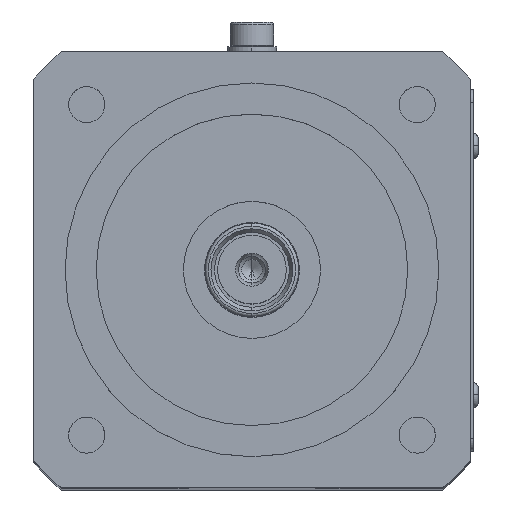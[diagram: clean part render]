
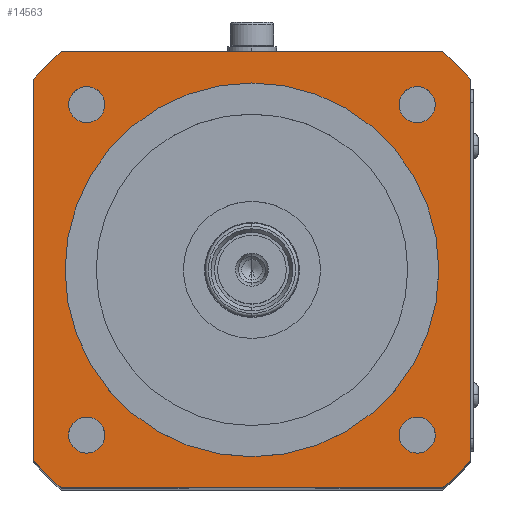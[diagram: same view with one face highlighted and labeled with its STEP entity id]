
A CAD part, top view. The second image highlights one B-rep face of the part: STEP entity #14563.
In plain terms, the highlighted planar face has unit normal (0, 0, 1).
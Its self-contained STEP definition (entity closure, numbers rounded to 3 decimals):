
#5762=CARTESIAN_POINT('',(0.,0.,128.));
#5763=DIRECTION('',(0.,0.,-1.));
#5764=DIRECTION('',(-0.753,0.658,0.));
#5765=AXIS2_PLACEMENT_3D('',#5762,#5763,#5764);
#5767=DIRECTION('',(1.,0.,0.));
#5768=VECTOR('',#5767,61.229);
#5769=CARTESIAN_POINT('',(-30.615,35.,128.));
#5770=LINE('',#5769,#5768);
#5771=CARTESIAN_POINT('',(0.,0.,128.));
#5772=DIRECTION('',(0.,0.,-1.));
#5773=DIRECTION('',(0.658,0.753,0.));
#5774=AXIS2_PLACEMENT_3D('',#5771,#5772,#5773);
#5776=DIRECTION('',(0.,-1.,0.));
#5777=VECTOR('',#5776,61.229);
#5778=CARTESIAN_POINT('',(35.,30.615,128.));
#5779=LINE('',#5778,#5777);
#5780=CARTESIAN_POINT('',(0.,0.,128.));
#5781=DIRECTION('',(0.,0.,-1.));
#5782=DIRECTION('',(0.753,-0.658,0.));
#5783=AXIS2_PLACEMENT_3D('',#5780,#5781,#5782);
#5785=DIRECTION('',(-1.,0.,0.));
#5786=VECTOR('',#5785,61.229);
#5787=CARTESIAN_POINT('',(30.615,-35.,128.));
#5788=LINE('',#5787,#5786);
#5789=CARTESIAN_POINT('',(0.,0.,128.));
#5790=DIRECTION('',(0.,0.,-1.));
#5791=DIRECTION('',(-0.658,-0.753,0.));
#5792=AXIS2_PLACEMENT_3D('',#5789,#5790,#5791);
#5794=DIRECTION('',(0.,1.,0.));
#5795=VECTOR('',#5794,61.229);
#5796=CARTESIAN_POINT('',(-35.,-30.615,128.));
#5797=LINE('',#5796,#5795);
#5798=CARTESIAN_POINT('',(-26.517,26.517,128.));
#5799=DIRECTION('',(0.,0.,-1.));
#5800=DIRECTION('',(-1.,0.,0.));
#5801=AXIS2_PLACEMENT_3D('',#5798,#5799,#5800);
#5803=CARTESIAN_POINT('',(-26.517,26.517,128.));
#5804=DIRECTION('',(0.,0.,-1.));
#5805=DIRECTION('',(1.,0.,0.));
#5806=AXIS2_PLACEMENT_3D('',#5803,#5804,#5805);
#5808=CARTESIAN_POINT('',(-26.517,-26.517,128.));
#5809=DIRECTION('',(0.,0.,-1.));
#5810=DIRECTION('',(-1.,0.,0.));
#5811=AXIS2_PLACEMENT_3D('',#5808,#5809,#5810);
#5813=CARTESIAN_POINT('',(-26.517,-26.517,128.));
#5814=DIRECTION('',(0.,0.,-1.));
#5815=DIRECTION('',(1.,0.,0.));
#5816=AXIS2_PLACEMENT_3D('',#5813,#5814,#5815);
#5818=CARTESIAN_POINT('',(26.517,-26.517,128.));
#5819=DIRECTION('',(0.,0.,-1.));
#5820=DIRECTION('',(-1.,0.,0.));
#5821=AXIS2_PLACEMENT_3D('',#5818,#5819,#5820);
#5823=CARTESIAN_POINT('',(26.517,-26.517,128.));
#5824=DIRECTION('',(0.,0.,-1.));
#5825=DIRECTION('',(1.,0.,0.));
#5826=AXIS2_PLACEMENT_3D('',#5823,#5824,#5825);
#5828=CARTESIAN_POINT('',(0.,0.,128.));
#5829=DIRECTION('',(0.,0.,1.));
#5830=DIRECTION('',(1.,0.,0.));
#5831=AXIS2_PLACEMENT_3D('',#5828,#5829,#5830);
#5833=CARTESIAN_POINT('',(0.,0.,128.));
#5834=DIRECTION('',(0.,0.,1.));
#5835=DIRECTION('',(-1.,0.,0.));
#5836=AXIS2_PLACEMENT_3D('',#5833,#5834,#5835);
#5838=CARTESIAN_POINT('',(26.517,26.517,128.));
#5839=DIRECTION('',(0.,0.,-1.));
#5840=DIRECTION('',(-1.,0.,0.));
#5841=AXIS2_PLACEMENT_3D('',#5838,#5839,#5840);
#5843=CARTESIAN_POINT('',(26.517,26.517,128.));
#5844=DIRECTION('',(0.,0.,-1.));
#5845=DIRECTION('',(1.,0.,0.));
#5846=AXIS2_PLACEMENT_3D('',#5843,#5844,#5845);
#7373=CARTESIAN_POINT('',(-35.,30.615,128.));
#7374=CARTESIAN_POINT('',(-30.615,35.,128.));
#7375=VERTEX_POINT('',#7373);
#7376=VERTEX_POINT('',#7374);
#7377=CARTESIAN_POINT('',(-35.,-30.615,128.));
#7378=VERTEX_POINT('',#7377);
#7379=CARTESIAN_POINT('',(-30.615,-35.,128.));
#7380=VERTEX_POINT('',#7379);
#7381=CARTESIAN_POINT('',(30.615,-35.,128.));
#7382=VERTEX_POINT('',#7381);
#7383=CARTESIAN_POINT('',(35.,-30.615,128.));
#7384=VERTEX_POINT('',#7383);
#7385=CARTESIAN_POINT('',(35.,30.615,128.));
#7386=VERTEX_POINT('',#7385);
#7387=CARTESIAN_POINT('',(30.615,35.,128.));
#7388=VERTEX_POINT('',#7387);
#7393=CARTESIAN_POINT('',(30.,0.,128.));
#7394=CARTESIAN_POINT('',(-30.,0.,128.));
#7395=VERTEX_POINT('',#7393);
#7396=VERTEX_POINT('',#7394);
#7469=CARTESIAN_POINT('',(23.617,26.517,128.));
#7470=CARTESIAN_POINT('',(29.417,26.517,128.));
#7471=VERTEX_POINT('',#7469);
#7472=VERTEX_POINT('',#7470);
#7477=CARTESIAN_POINT('',(23.617,-26.517,128.));
#7478=CARTESIAN_POINT('',(29.417,-26.517,128.));
#7479=VERTEX_POINT('',#7477);
#7480=VERTEX_POINT('',#7478);
#7485=CARTESIAN_POINT('',(-29.417,-26.517,128.));
#7486=CARTESIAN_POINT('',(-23.617,-26.517,128.));
#7487=VERTEX_POINT('',#7485);
#7488=VERTEX_POINT('',#7486);
#7493=CARTESIAN_POINT('',(-29.417,26.517,128.));
#7494=CARTESIAN_POINT('',(-23.617,26.517,128.));
#7495=VERTEX_POINT('',#7493);
#7496=VERTEX_POINT('',#7494);
#14516=CARTESIAN_POINT('',(0.,0.,128.));
#14517=DIRECTION('',(0.,0.,1.));
#14518=DIRECTION('',(1.,0.,0.));
#14519=AXIS2_PLACEMENT_3D('',#14516,#14517,#14518);
#14520=PLANE('',#14519);
#14522=ORIENTED_EDGE('',*,*,#14521,.T.);
#14523=ORIENTED_EDGE('',*,*,#8921,.T.);
#14524=ORIENTED_EDGE('',*,*,#8814,.T.);
#14525=ORIENTED_EDGE('',*,*,#8861,.T.);
#14526=ORIENTED_EDGE('',*,*,#14510,.T.);
#14527=ORIENTED_EDGE('',*,*,#9019,.T.);
#14529=ORIENTED_EDGE('',*,*,#14528,.T.);
#14530=ORIENTED_EDGE('',*,*,#8973,.T.);
#14531=EDGE_LOOP('',(#14522,#14523,#14524,#14525,#14526,#14527,#14529,#14530));
#14532=FACE_OUTER_BOUND('',#14531,.F.);
#14534=ORIENTED_EDGE('',*,*,#14533,.F.);
#14536=ORIENTED_EDGE('',*,*,#14535,.F.);
#14537=EDGE_LOOP('',(#14534,#14536));
#14538=FACE_BOUND('',#14537,.F.);
#14540=ORIENTED_EDGE('',*,*,#14539,.F.);
#14542=ORIENTED_EDGE('',*,*,#14541,.F.);
#14543=EDGE_LOOP('',(#14540,#14542));
#14544=FACE_BOUND('',#14543,.F.);
#14546=ORIENTED_EDGE('',*,*,#14545,.F.);
#14548=ORIENTED_EDGE('',*,*,#14547,.F.);
#14549=EDGE_LOOP('',(#14546,#14548));
#14550=FACE_BOUND('',#14549,.F.);
#14552=ORIENTED_EDGE('',*,*,#14551,.T.);
#14554=ORIENTED_EDGE('',*,*,#14553,.T.);
#14555=EDGE_LOOP('',(#14552,#14554));
#14556=FACE_BOUND('',#14555,.F.);
#14558=ORIENTED_EDGE('',*,*,#14557,.F.);
#14560=ORIENTED_EDGE('',*,*,#14559,.F.);
#14561=EDGE_LOOP('',(#14558,#14560));
#14562=FACE_BOUND('',#14561,.F.);
#14563=ADVANCED_FACE('',(#14532,#14538,#14544,#14550,#14556,#14562),#14520,.T.);
#5766=CIRCLE('',#5765,46.5);
#5775=CIRCLE('',#5774,46.5);
#5784=CIRCLE('',#5783,46.5);
#5793=CIRCLE('',#5792,46.5);
#5802=CIRCLE('',#5801,2.9);
#5807=CIRCLE('',#5806,2.9);
#5812=CIRCLE('',#5811,2.9);
#5817=CIRCLE('',#5816,2.9);
#5822=CIRCLE('',#5821,2.9);
#5827=CIRCLE('',#5826,2.9);
#5832=CIRCLE('',#5831,30.);
#5837=CIRCLE('',#5836,30.);
#5842=CIRCLE('',#5841,2.9);
#5847=CIRCLE('',#5846,2.9);
#8814=EDGE_CURVE('',#7388,#7386,#5775,.T.);
#8861=EDGE_CURVE('',#7386,#7384,#5779,.T.);
#8921=EDGE_CURVE('',#7376,#7388,#5770,.T.);
#8973=EDGE_CURVE('',#7378,#7375,#5797,.T.);
#9019=EDGE_CURVE('',#7382,#7380,#5788,.T.);
#14510=EDGE_CURVE('',#7384,#7382,#5784,.T.);
#14521=EDGE_CURVE('',#7375,#7376,#5766,.T.);
#14528=EDGE_CURVE('',#7380,#7378,#5793,.T.);
#14533=EDGE_CURVE('',#7495,#7496,#5802,.T.);
#14535=EDGE_CURVE('',#7496,#7495,#5807,.T.);
#14539=EDGE_CURVE('',#7487,#7488,#5812,.T.);
#14541=EDGE_CURVE('',#7488,#7487,#5817,.T.);
#14545=EDGE_CURVE('',#7479,#7480,#5822,.T.);
#14547=EDGE_CURVE('',#7480,#7479,#5827,.T.);
#14551=EDGE_CURVE('',#7395,#7396,#5832,.T.);
#14553=EDGE_CURVE('',#7396,#7395,#5837,.T.);
#14557=EDGE_CURVE('',#7471,#7472,#5842,.T.);
#14559=EDGE_CURVE('',#7472,#7471,#5847,.T.);
